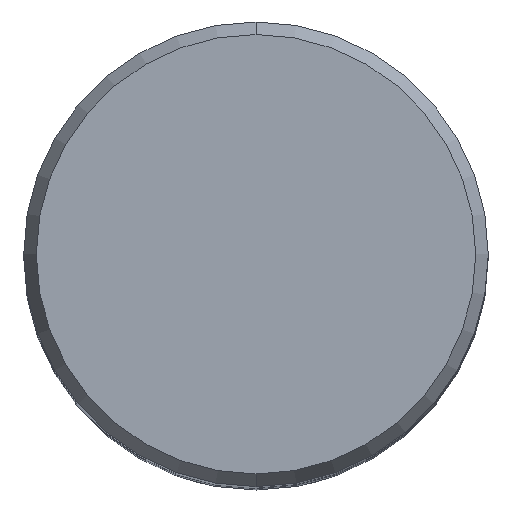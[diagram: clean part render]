
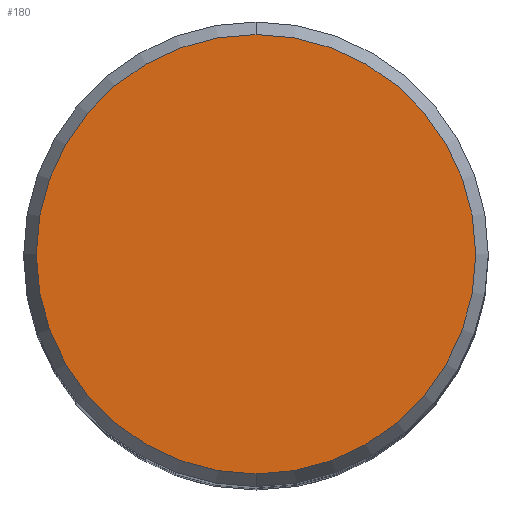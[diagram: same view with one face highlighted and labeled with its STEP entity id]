
A CAD part, top view. The second image highlights one B-rep face of the part: STEP entity #180.
In plain terms, the highlighted planar face has unit normal (0, 0, 1).
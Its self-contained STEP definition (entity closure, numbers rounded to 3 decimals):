
#112=VERTEX_POINT('',#243);
#164=EDGE_CURVE('',#186,#112,#301,.T.);
#180=ADVANCED_FACE('',(#318),#319,.T.);
#186=VERTEX_POINT('',#326);
#190=EDGE_CURVE('',#112,#186,#330,.T.);
#243=CARTESIAN_POINT('',(0.,-12.012,0.01));
#301=CIRCLE('',#458,12.012);
#318=FACE_OUTER_BOUND('',#476,.T.);
#319=PLANE('',#477);
#326=CARTESIAN_POINT('',(0.0,12.012,0.01));
#330=CIRCLE('',#491,12.012);
#458=AXIS2_PLACEMENT_3D('',#619,#620,#621);
#476=EDGE_LOOP('',(#633,#634));
#477=AXIS2_PLACEMENT_3D('',#635,#636,#637);
#491=AXIS2_PLACEMENT_3D('',#647,#648,#649);
#619=CARTESIAN_POINT('',(0.0,0.0,0.01));
#620=DIRECTION('',(0.0,0.0,-1.0));
#621=DIRECTION('',(0.0,1.0,0.0));
#633=ORIENTED_EDGE('',*,*,#164,.F.);
#634=ORIENTED_EDGE('',*,*,#190,.F.);
#635=CARTESIAN_POINT('',(0.0,6.006,0.01));
#636=DIRECTION('',(-0.0,0.0,1.0));
#637=DIRECTION('',(0.0,-1.0,0.0));
#647=CARTESIAN_POINT('',(0.0,0.0,0.01));
#648=DIRECTION('',(0.0,0.0,-1.0));
#649=DIRECTION('',(0.0,1.0,0.0));
